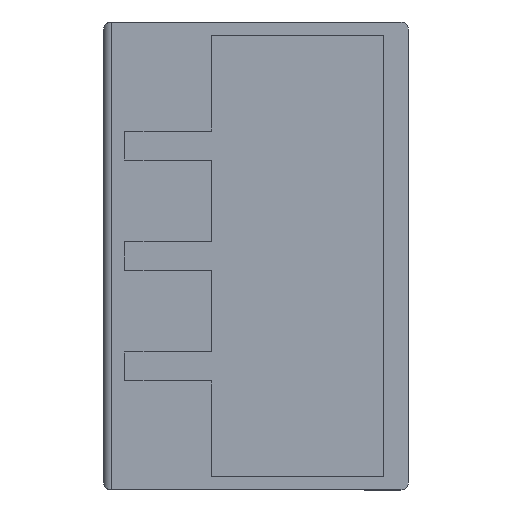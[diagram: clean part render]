
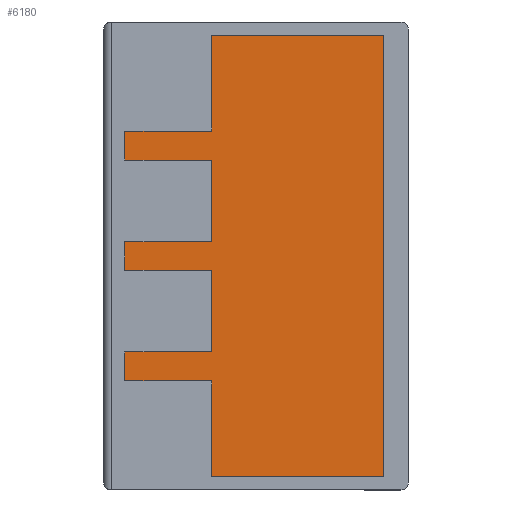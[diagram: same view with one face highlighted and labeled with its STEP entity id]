
A CAD part, left-side view. The second image highlights one B-rep face of the part: STEP entity #6180.
In plain terms, the highlighted face is planar.
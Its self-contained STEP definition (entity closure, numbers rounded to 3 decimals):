
#5790=CARTESIAN_POINT('',(14.336,11.281,19.315));
#5800=DIRECTION('',(0.,-1.,0.));
#5810=DIRECTION('',(0.,0.,-1.));
#5820=AXIS2_PLACEMENT_3D('',#5790,#5800,#5810);
#5830=PLANE('',#5820);
#5840=CARTESIAN_POINT('',(25.756,11.281,0.
));
#5850=DIRECTION('',(0.,0.,-1.));
#5860=VECTOR('',#5850,1.);
#5870=LINE('',#5840,#5860);
#5880=CARTESIAN_POINT('',(25.756,11.281,19.315));
#5890=VERTEX_POINT('',#5880);
#5900=CARTESIAN_POINT('',(25.756,11.281,1.45));
#5910=VERTEX_POINT('',#5900);
#5920=EDGE_CURVE('',#5890,#5910,#5870,.T.);
#5930=ORIENTED_EDGE('',*,*,#5920,.F.);
#5940=CARTESIAN_POINT('',(0.,11.281,1.45));
#5950=DIRECTION('',(1.,0.,0.));
#5960=VECTOR('',#5950,1.);
#5970=LINE('',#5940,#5960);
#5980=CARTESIAN_POINT('',(-4.704,11.281,1.45));
#5990=VERTEX_POINT('',#5980);
#6000=EDGE_CURVE('',#5990,#5910,#5970,.T.);
#6010=ORIENTED_EDGE('',*,*,#6000,.T.);
#6020=CARTESIAN_POINT('',(-4.704,11.281,0.));
#6030=DIRECTION('',(0.,0.,1.));
#6040=VECTOR('',#6030,1.);
#6050=LINE('',#6020,#6040);
#6060=CARTESIAN_POINT('',(-4.704,11.281,19.315));
#6070=VERTEX_POINT('',#6060);
#6080=EDGE_CURVE('',#5990,#6070,#6050,.T.);
#6090=ORIENTED_EDGE('',*,*,#6080,.F.);
#6100=CARTESIAN_POINT('',(7.62,11.281,19.315));
#6110=DIRECTION('',(-1.,0.,0.));
#6120=VECTOR('',#6110,1.);
#6130=LINE('',#6100,#6120);
#6140=EDGE_CURVE('',#5890,#6070,#6130,.T.);
#6150=ORIENTED_EDGE('',*,*,#6140,.T.);
#6160=EDGE_LOOP('',(#6150,#6090,#6010,#5930));
#6170=FACE_OUTER_BOUND('',#6160,.T.);
#6180=ADVANCED_FACE('',(#6170),#5830,.T.);
